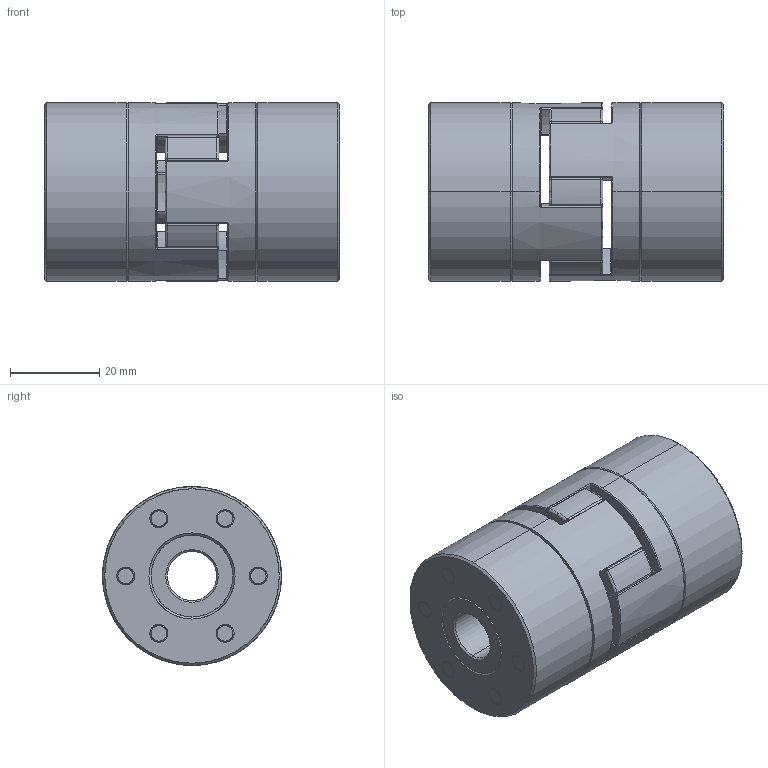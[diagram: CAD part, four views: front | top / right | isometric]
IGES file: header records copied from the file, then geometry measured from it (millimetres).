
Start section: SolidWorks IGES file using analytic representation for surfaces
Global section: file name: CL10-40.igs; native system: SolidWorks 2010; preprocessor: SolidWorks 2010; author: Josh; date: 110810.010010; units: millimetre
Bounding box: 66 x 40 x 40 mm (x, y, z)
Surface area: 33162.1 mm2 (no closed solid volume)
Topology: 0 solids, 0 shells, 392 faces, 4926 edges, 4902 vertices
Faces by surface type: revolution 229, bspline 163
